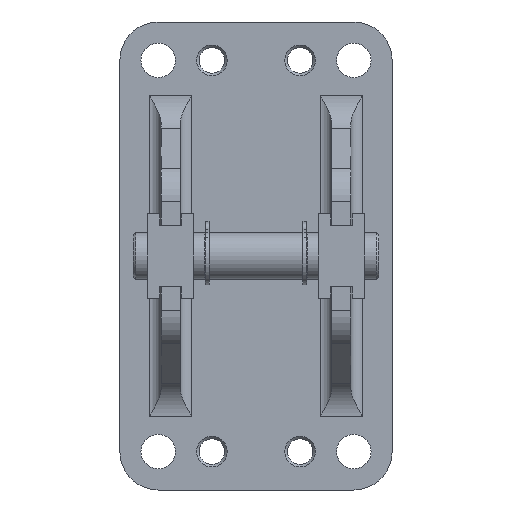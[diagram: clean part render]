
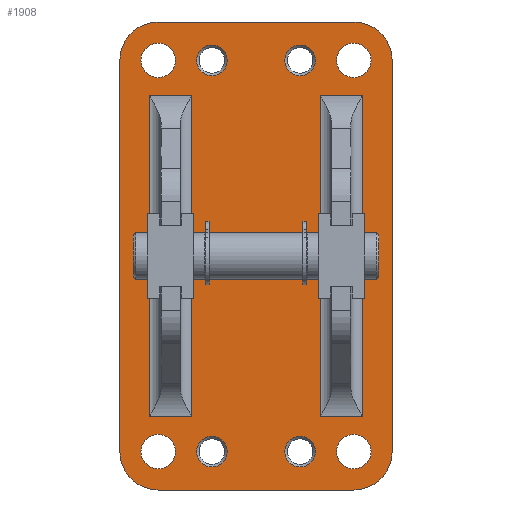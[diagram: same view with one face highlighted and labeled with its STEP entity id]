
A CAD part, front view. The second image highlights one B-rep face of the part: STEP entity #1908.
In plain terms, the highlighted planar face has unit normal (0, -1, 0).
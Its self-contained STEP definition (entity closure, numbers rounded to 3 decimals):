
#138=LINE('',#2945,#286);
#140=LINE('',#2955,#288);
#142=LINE('',#2972,#290);
#164=LINE('',#3054,#312);
#168=LINE('',#3069,#316);
#172=LINE('',#3081,#320);
#176=LINE('',#3093,#324);
#180=LINE('',#3105,#328);
#182=LINE('',#3120,#330);
#183=LINE('',#3121,#331);
#184=LINE('',#3122,#332);
#185=LINE('',#3123,#333);
#286=VECTOR('',#2328,1000.);
#288=VECTOR('',#2332,1000.);
#290=VECTOR('',#2336,1000.);
#312=VECTOR('',#2388,1000.);
#316=VECTOR('',#2394,1000.);
#320=VECTOR('',#2406,1000.);
#324=VECTOR('',#2418,1000.);
#328=VECTOR('',#2430,1000.);
#330=VECTOR('',#2448,1000.);
#331=VECTOR('',#2449,1000.);
#332=VECTOR('',#2450,1000.);
#333=VECTOR('',#2451,1000.);
#534=ORIENTED_EDGE('',*,*,#1026,.F.);
#535=ORIENTED_EDGE('',*,*,#1027,.F.);
#536=ORIENTED_EDGE('',*,*,#1028,.F.);
#537=ORIENTED_EDGE('',*,*,#1029,.F.);
#538=ORIENTED_EDGE('',*,*,#1030,.T.);
#539=ORIENTED_EDGE('',*,*,#966,.F.);
#540=ORIENTED_EDGE('',*,*,#1031,.F.);
#541=ORIENTED_EDGE('',*,*,#999,.T.);
#542=ORIENTED_EDGE('',*,*,#1032,.T.);
#543=ORIENTED_EDGE('',*,*,#962,.F.);
#544=ORIENTED_EDGE('',*,*,#1033,.F.);
#545=ORIENTED_EDGE('',*,*,#959,.T.);
#546=ORIENTED_EDGE('',*,*,#1004,.F.);
#547=ORIENTED_EDGE('',*,*,#1025,.F.);
#548=ORIENTED_EDGE('',*,*,#1022,.F.);
#549=ORIENTED_EDGE('',*,*,#1019,.F.);
#550=ORIENTED_EDGE('',*,*,#1016,.F.);
#551=ORIENTED_EDGE('',*,*,#1013,.F.);
#552=ORIENTED_EDGE('',*,*,#1010,.F.);
#553=ORIENTED_EDGE('',*,*,#1007,.F.);
#554=ORIENTED_EDGE('',*,*,#1034,.F.);
#555=ORIENTED_EDGE('',*,*,#1035,.F.);
#556=ORIENTED_EDGE('',*,*,#1036,.F.);
#557=ORIENTED_EDGE('',*,*,#1037,.F.);
#959=EDGE_CURVE('',#1213,#1212,#138,.T.);
#962=EDGE_CURVE('',#1214,#1215,#140,.T.);
#966=EDGE_CURVE('',#1216,#1217,#142,.T.);
#999=EDGE_CURVE('',#1243,#1242,#164,.T.);
#1004=EDGE_CURVE('',#1246,#1247,#168,.T.);
#1007=EDGE_CURVE('',#1247,#1249,#1389,.T.);
#1010=EDGE_CURVE('',#1249,#1251,#172,.T.);
#1013=EDGE_CURVE('',#1251,#1253,#1391,.T.);
#1016=EDGE_CURVE('',#1253,#1255,#176,.T.);
#1019=EDGE_CURVE('',#1255,#1257,#1393,.T.);
#1022=EDGE_CURVE('',#1257,#1259,#180,.T.);
#1025=EDGE_CURVE('',#1259,#1246,#1395,.T.);
#1026=EDGE_CURVE('',#1260,#1260,#1396,.F.);
#1027=EDGE_CURVE('',#1261,#1261,#1397,.F.);
#1028=EDGE_CURVE('',#1262,#1262,#1398,.F.);
#1029=EDGE_CURVE('',#1263,#1263,#1399,.F.);
#1030=EDGE_CURVE('',#1242,#1217,#182,.T.);
#1031=EDGE_CURVE('',#1243,#1216,#183,.T.);
#1032=EDGE_CURVE('',#1212,#1215,#184,.T.);
#1033=EDGE_CURVE('',#1213,#1214,#185,.T.);
#1034=EDGE_CURVE('',#1264,#1264,#1400,.T.);
#1035=EDGE_CURVE('',#1265,#1265,#1401,.T.);
#1036=EDGE_CURVE('',#1266,#1266,#1402,.T.);
#1037=EDGE_CURVE('',#1267,#1267,#1403,.T.);
#1212=VERTEX_POINT('',#2944);
#1213=VERTEX_POINT('',#2946);
#1214=VERTEX_POINT('',#2956);
#1215=VERTEX_POINT('',#2957);
#1216=VERTEX_POINT('',#2973);
#1217=VERTEX_POINT('',#2974);
#1242=VERTEX_POINT('',#3053);
#1243=VERTEX_POINT('',#3055);
#1246=VERTEX_POINT('',#3068);
#1247=VERTEX_POINT('',#3070);
#1249=VERTEX_POINT('',#3076);
#1251=VERTEX_POINT('',#3082);
#1253=VERTEX_POINT('',#3088);
#1255=VERTEX_POINT('',#3094);
#1257=VERTEX_POINT('',#3100);
#1259=VERTEX_POINT('',#3106);
#1260=VERTEX_POINT('',#3113);
#1261=VERTEX_POINT('',#3115);
#1262=VERTEX_POINT('',#3117);
#1263=VERTEX_POINT('',#3119);
#1264=VERTEX_POINT('',#3125);
#1265=VERTEX_POINT('',#3127);
#1266=VERTEX_POINT('',#3129);
#1267=VERTEX_POINT('',#3131);
#1389=CIRCLE('',#2085,10.);
#1391=CIRCLE('',#2089,10.);
#1393=CIRCLE('',#2093,10.);
#1395=CIRCLE('',#2097,10.);
#1396=CIRCLE('',#2099,4.5);
#1397=CIRCLE('',#2100,4.5);
#1398=CIRCLE('',#2101,4.5);
#1399=CIRCLE('',#2102,4.5);
#1400=CIRCLE('',#2103,4.);
#1401=CIRCLE('',#2104,4.);
#1402=CIRCLE('',#2105,4.);
#1403=CIRCLE('',#2106,4.);
#1498=EDGE_LOOP('',(#534));
#1499=EDGE_LOOP('',(#535));
#1500=EDGE_LOOP('',(#536));
#1501=EDGE_LOOP('',(#537));
#1502=EDGE_LOOP('',(#538,#539,#540,#541));
#1503=EDGE_LOOP('',(#542,#543,#544,#545));
#1504=EDGE_LOOP('',(#546,#547,#548,#549,#550,#551,#552,#553));
#1505=EDGE_LOOP('',(#554));
#1506=EDGE_LOOP('',(#555));
#1507=EDGE_LOOP('',(#556));
#1508=EDGE_LOOP('',(#557));
#1674=FACE_BOUND('',#1498,.T.);
#1675=FACE_BOUND('',#1499,.T.);
#1676=FACE_BOUND('',#1500,.T.);
#1677=FACE_BOUND('',#1501,.T.);
#1678=FACE_BOUND('',#1502,.T.);
#1679=FACE_BOUND('',#1503,.T.);
#1680=FACE_BOUND('',#1504,.T.);
#1681=FACE_BOUND('',#1505,.T.);
#1682=FACE_BOUND('',#1506,.T.);
#1683=FACE_BOUND('',#1507,.T.);
#1684=FACE_BOUND('',#1508,.T.);
#1842=PLANE('',#2098);
#1908=ADVANCED_FACE('',(#1674,#1675,#1676,#1677,#1678,#1679,#1680,#1681,
#1682,#1683,#1684),#1842,.F.);
#2085=AXIS2_PLACEMENT_3D('',#3075,#2400,#2401);
#2089=AXIS2_PLACEMENT_3D('',#3087,#2412,#2413);
#2093=AXIS2_PLACEMENT_3D('',#3099,#2424,#2425);
#2097=AXIS2_PLACEMENT_3D('',#3110,#2436,#2437);
#2098=AXIS2_PLACEMENT_3D('',#3111,#2438,#2439);
#2099=AXIS2_PLACEMENT_3D('',#3112,#2440,#2441);
#2100=AXIS2_PLACEMENT_3D('',#3114,#2442,#2443);
#2101=AXIS2_PLACEMENT_3D('',#3116,#2444,#2445);
#2102=AXIS2_PLACEMENT_3D('',#3118,#2446,#2447);
#2103=AXIS2_PLACEMENT_3D('',#3124,#2452,#2453);
#2104=AXIS2_PLACEMENT_3D('',#3126,#2454,#2455);
#2105=AXIS2_PLACEMENT_3D('',#3128,#2456,#2457);
#2106=AXIS2_PLACEMENT_3D('',#3130,#2458,#2459);
#2328=DIRECTION('',(0.,0.,-1.));
#2332=DIRECTION('',(0.,0.,-1.));
#2336=DIRECTION('',(0.,0.,-1.));
#2388=DIRECTION('',(0.,0.,-1.));
#2394=DIRECTION('',(0.,0.,1.));
#2400=DIRECTION('',(0.,1.,0.));
#2401=DIRECTION('',(1.,0.,0.));
#2406=DIRECTION('',(1.,0.,0.));
#2412=DIRECTION('',(0.,1.,0.));
#2413=DIRECTION('',(1.,0.,0.));
#2418=DIRECTION('',(0.,0.,-1.));
#2424=DIRECTION('',(0.,1.,0.));
#2425=DIRECTION('',(1.,0.,0.));
#2430=DIRECTION('',(-1.,0.,0.));
#2436=DIRECTION('',(0.,1.,0.));
#2437=DIRECTION('',(1.,0.,0.));
#2438=DIRECTION('',(0.,1.,0.));
#2439=DIRECTION('',(0.,0.,1.));
#2440=DIRECTION('',(0.,1.,0.));
#2441=DIRECTION('',(0.,0.,1.));
#2442=DIRECTION('',(0.,1.,0.));
#2443=DIRECTION('',(0.,0.,1.));
#2444=DIRECTION('',(0.,1.,0.));
#2445=DIRECTION('',(0.,0.,1.));
#2446=DIRECTION('',(0.,1.,0.));
#2447=DIRECTION('',(0.,0.,1.));
#2448=DIRECTION('',(-1.,0.,0.));
#2449=DIRECTION('',(-1.,0.,0.));
#2450=DIRECTION('',(-1.,0.,0.));
#2451=DIRECTION('',(-1.,0.,0.));
#2452=DIRECTION('',(0.,-1.,0.));
#2453=DIRECTION('',(0.,0.,-1.));
#2454=DIRECTION('',(0.,-1.,0.));
#2455=DIRECTION('',(0.,0.,-1.));
#2456=DIRECTION('',(0.,-1.,0.));
#2457=DIRECTION('',(0.,0.,-1.));
#2458=DIRECTION('',(0.,-1.,0.));
#2459=DIRECTION('',(0.,0.,-1.));
#2944=CARTESIAN_POINT('',(27.75,19.95,-41.874));
#2945=CARTESIAN_POINT('',(27.75,19.95,42.));
#2946=CARTESIAN_POINT('',(27.75,19.95,41.874));
#2955=CARTESIAN_POINT('',(16.75,19.95,42.));
#2956=CARTESIAN_POINT('',(16.75,19.95,41.874));
#2957=CARTESIAN_POINT('',(16.75,19.95,-41.874));
#2972=CARTESIAN_POINT('',(-27.75,19.95,42.));
#2973=CARTESIAN_POINT('',(-27.75,19.95,41.874));
#2974=CARTESIAN_POINT('',(-27.75,19.95,-41.874));
#3053=CARTESIAN_POINT('',(-16.75,19.95,-41.874));
#3054=CARTESIAN_POINT('',(-16.75,19.95,42.));
#3055=CARTESIAN_POINT('',(-16.75,19.95,41.874));
#3068=CARTESIAN_POINT('',(-35.5,19.95,-51.));
#3069=CARTESIAN_POINT('',(-35.5,19.95,-51.));
#3070=CARTESIAN_POINT('',(-35.5,19.95,51.));
#3075=CARTESIAN_POINT('',(-25.5,19.95,51.));
#3076=CARTESIAN_POINT('',(-25.5,19.95,61.));
#3081=CARTESIAN_POINT('',(-25.5,19.95,61.));
#3082=CARTESIAN_POINT('',(25.5,19.95,61.));
#3087=CARTESIAN_POINT('',(25.5,19.95,51.));
#3088=CARTESIAN_POINT('',(35.5,19.95,51.));
#3093=CARTESIAN_POINT('',(35.5,19.95,51.));
#3094=CARTESIAN_POINT('',(35.5,19.95,-51.));
#3099=CARTESIAN_POINT('',(25.5,19.95,-51.));
#3100=CARTESIAN_POINT('',(25.5,19.95,-61.));
#3105=CARTESIAN_POINT('',(25.5,19.95,-61.));
#3106=CARTESIAN_POINT('',(-25.5,19.95,-61.));
#3110=CARTESIAN_POINT('',(-25.5,19.95,-51.));
#3111=CARTESIAN_POINT('',(-25.5,19.95,51.));
#3112=CARTESIAN_POINT('',(-25.5,19.95,51.));
#3113=CARTESIAN_POINT('',(-25.5,19.95,55.5));
#3114=CARTESIAN_POINT('',(-25.5,19.95,-51.));
#3115=CARTESIAN_POINT('',(-25.5,19.95,-46.5));
#3116=CARTESIAN_POINT('',(25.5,19.95,51.));
#3117=CARTESIAN_POINT('',(25.5,19.95,55.5));
#3118=CARTESIAN_POINT('',(25.5,19.95,-51.));
#3119=CARTESIAN_POINT('',(25.5,19.95,-46.5));
#3120=CARTESIAN_POINT('',(30.,19.95,-41.874));
#3121=CARTESIAN_POINT('',(30.,19.95,41.874));
#3122=CARTESIAN_POINT('',(30.,19.95,-41.874));
#3123=CARTESIAN_POINT('',(30.,19.95,41.874));
#3124=CARTESIAN_POINT('',(11.5,19.95,-51.));
#3125=CARTESIAN_POINT('',(11.5,19.95,-55.));
#3126=CARTESIAN_POINT('',(11.5,19.95,51.));
#3127=CARTESIAN_POINT('',(11.5,19.95,47.));
#3128=CARTESIAN_POINT('',(-11.5,19.95,-51.));
#3129=CARTESIAN_POINT('',(-11.5,19.95,-55.));
#3130=CARTESIAN_POINT('',(-11.5,19.95,51.));
#3131=CARTESIAN_POINT('',(-11.5,19.95,47.));
